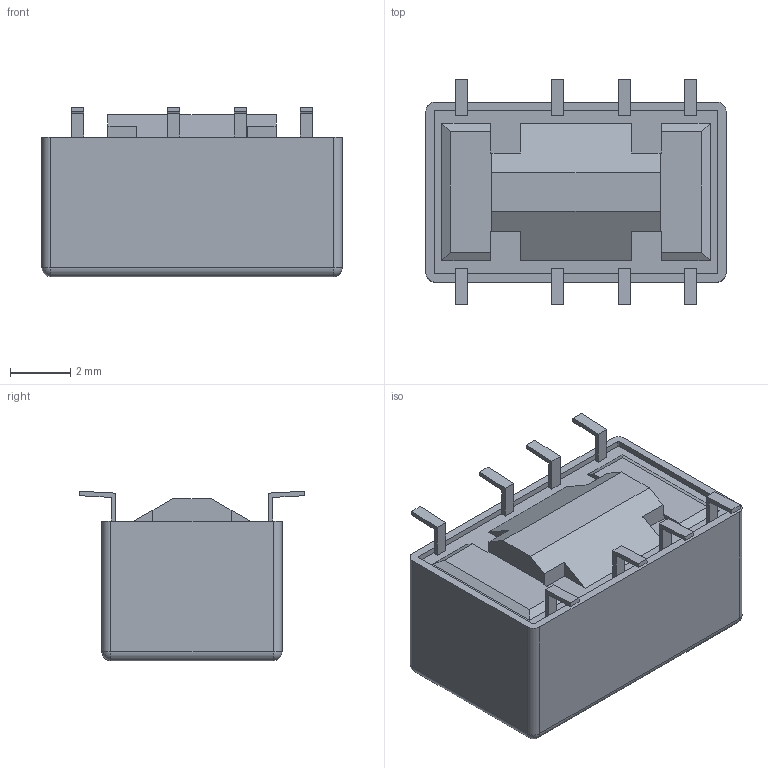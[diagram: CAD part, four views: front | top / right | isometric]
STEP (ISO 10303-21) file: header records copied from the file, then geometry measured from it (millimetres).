
FILE_DESCRIPTION((''),'2;1');
FILE_NAME('C-4-1462037-7','2022-05-24T06:38:39',('workeradm'),('TE Connectivity Ltd.'),'CREO PARAMETRIC BY PTC INC, 2021072','CREO PARAMETRIC BY PTC INC, 2021072','');
FILE_SCHEMA(('AUTOMOTIVE_DESIGN { 1 0 10303 214 1 1 1 1 }'));
Length unit declared in the file: millimetre
Products named in the file (1): C-4-1462037-7
Bounding box: 10 x 7.5 x 5.65 mm (x, y, z)
Volume: 284.4 mm3; surface area: 299 mm2
Topology: 1 solids, 1 shells, 115 faces, 295 edges, 193 vertices
Faces by surface type: plane 96, cylinder 15, sphere 4
Entity records: 3610 total; most frequent: CARTESIAN_POINT 605, ORIENTED_EDGE 590, DIRECTION 558, EDGE_CURVE 295, VECTOR 262, LINE 262, VERTEX_POINT 193, AXIS2_PLACEMENT_3D 148
